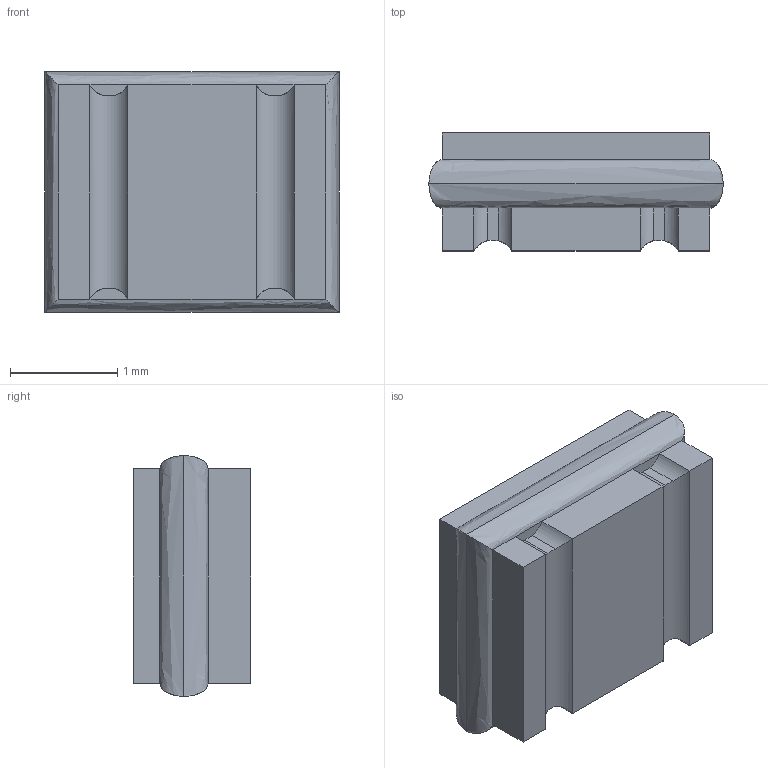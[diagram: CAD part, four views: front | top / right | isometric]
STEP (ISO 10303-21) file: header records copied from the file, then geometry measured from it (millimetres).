
FILE_DESCRIPTION (( 'STEP AP214' ), '1' );
FILE_NAME ('LQH2HPNR47NJRL.STEP', '2022-07-09T05:54:13', ( '' ), ( '' ), 'SwSTEP 2.0', 'SolidWorks 2018', '' );
FILE_SCHEMA (( 'AUTOMOTIVE_DESIGN' ));
Length unit declared in the file: millimetre
Products named in the file (1): LQH2HPNR47NJRL
Bounding box: 2.75 x 1.1 x 2.25 mm (x, y, z)
Volume: 5.8 mm3; surface area: 21.6 mm2
Topology: 1 solids, 1 shells, 42 faces, 92 edges, 52 vertices
Faces by surface type: plane 24, cylinder 10, bspline 8
Entity records: 1430 total; most frequent: CARTESIAN_POINT 583, ORIENTED_EDGE 184, DIRECTION 138, EDGE_CURVE 92, VERTEX_POINT 52, AXIS2_PLACEMENT_3D 47, LINE 44, VECTOR 44
